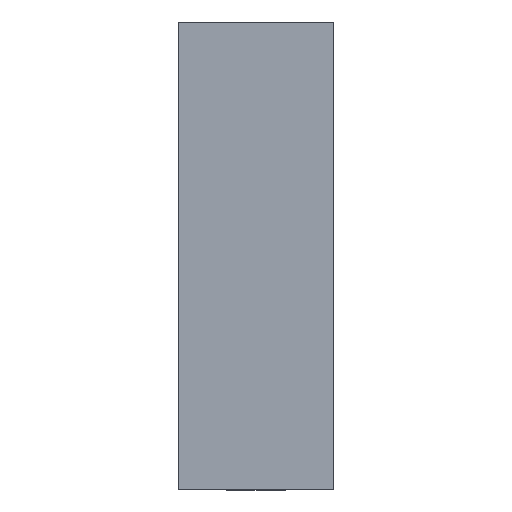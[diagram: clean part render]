
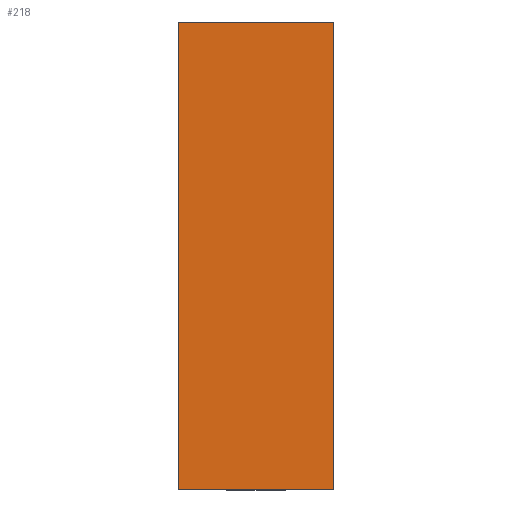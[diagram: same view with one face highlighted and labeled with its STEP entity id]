
A CAD part, top view. The second image highlights one B-rep face of the part: STEP entity #218.
In plain terms, the highlighted planar face has unit normal (0, 0, 1).
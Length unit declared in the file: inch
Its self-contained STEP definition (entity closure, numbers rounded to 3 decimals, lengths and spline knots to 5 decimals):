
#158=CARTESIAN_POINT('',(5.0097,3.69011,-0.35));
#159=VERTEX_POINT('',#158);
#166=CARTESIAN_POINT('',(5.0097,-2.30989,-0.35));
#167=VERTEX_POINT('',#166);
#168=CARTESIAN_POINT('',(5.0097,0.69011,-0.35));
#169=DIRECTION('',(0.,1.,0.));
#170=VECTOR('',#169,1.);
#171=LINE('',#168,#170);
#172=EDGE_CURVE('',#167,#159,#171,.T.);
#188=ORIENTED_EDGE('',*,*,#172,.T.);
#189=CARTESIAN_POINT('',(3.0097,3.69011,-0.35));
#190=VERTEX_POINT('',#189);
#191=CARTESIAN_POINT('',(5.0097,3.69011,-0.35));
#192=DIRECTION('',(-1.,0.,0.));
#193=VECTOR('',#192,1.);
#194=LINE('',#191,#193);
#195=EDGE_CURVE('',#159,#190,#194,.T.);
#196=ORIENTED_EDGE('',*,*,#195,.T.);
#197=CARTESIAN_POINT('',(3.0097,-2.30989,-0.35));
#198=VERTEX_POINT('',#197);
#199=CARTESIAN_POINT('',(3.0097,0.69011,-0.35));
#200=DIRECTION('',(0.,-1.,0.));
#201=VECTOR('',#200,1.);
#202=LINE('',#199,#201);
#203=EDGE_CURVE('',#190,#198,#202,.T.);
#204=ORIENTED_EDGE('',*,*,#203,.T.);
#205=CARTESIAN_POINT('',(5.0097,-2.30989,-0.35));
#206=DIRECTION('',(1.,0.,0.));
#207=VECTOR('',#206,1.);
#208=LINE('',#205,#207);
#209=EDGE_CURVE('',#198,#167,#208,.T.);
#210=ORIENTED_EDGE('',*,*,#209,.T.);
#211=EDGE_LOOP('',(#188,#196,#204,#210));
#212=FACE_OUTER_BOUND('',#211,.T.);
#213=CARTESIAN_POINT('',(4.0097,0.69011,-0.35));
#214=DIRECTION('',(0.,0.,1.));
#215=DIRECTION('',(1.,0.,0.));
#216=AXIS2_PLACEMENT_3D('',#213,#214,#215);
#217=PLANE('',#216);
#218=ADVANCED_FACE('',(#212),#217,.T.);
